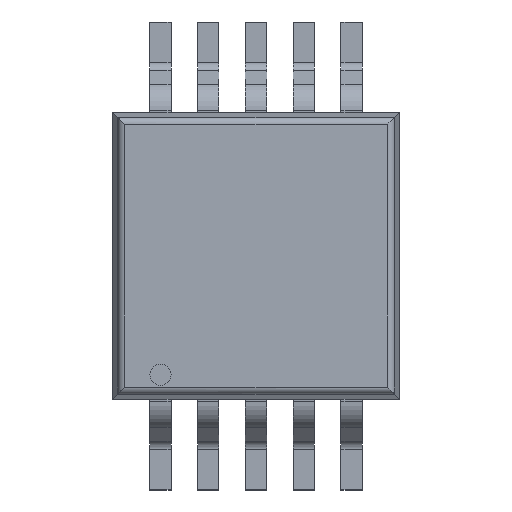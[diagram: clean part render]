
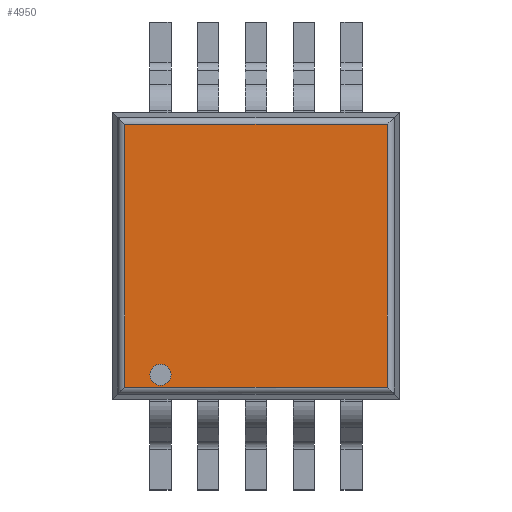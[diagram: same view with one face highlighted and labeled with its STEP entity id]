
A CAD part, top view. The second image highlights one B-rep face of the part: STEP entity #4950.
In plain terms, the highlighted planar face has unit normal (0, 0, 1).
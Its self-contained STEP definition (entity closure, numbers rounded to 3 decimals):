
#4891 = CARTESIAN_POINT ( 'NONE',  ( -1., -1.355, 1.1 ) ) ;
#4892 = VERTEX_POINT ( 'NONE', #4891 ) ;
#4893 = CARTESIAN_POINT ( 'NONE',  ( -1., -1.135, 1.1 ) ) ;
#4894 = VERTEX_POINT ( 'NONE', #4893 ) ;
#4895 = CARTESIAN_POINT ( 'NONE',  ( -1., -1.245, 1.1 ) ) ;
#4896 = DIRECTION ( 'NONE',  ( 0., 0., 1. ) ) ;
#4897 = DIRECTION ( 'NONE',  ( 0., -1., 0. ) ) ;
#4898 = AXIS2_PLACEMENT_3D ( 'NONE', #4895, #4896, #4897 ) ;
#4899 = CIRCLE ( 'NONE', #4898, 0.11) ;
#4900 = EDGE_CURVE ( 'NONE', #4892, #4894, #4899, .T. ) ;
#4901 = ORIENTED_EDGE ( 'NONE', *, *, #4900, .F. ) ;
#4902 = CARTESIAN_POINT ( 'NONE',  ( -1., -1.245, 1.1 ) ) ;
#4903 = DIRECTION ( 'NONE',  ( 0., 0., 1. ) ) ;
#4904 = DIRECTION ( 'NONE',  ( 0., -1., 0. ) ) ;
#4905 = AXIS2_PLACEMENT_3D ( 'NONE', #4902, #4903, #4904 ) ;
#4906 = CIRCLE ( 'NONE', #4905, 0.11) ;
#4907 = EDGE_CURVE ( 'NONE', #4894, #4892, #4906, .T. ) ;
#4908 = ORIENTED_EDGE ( 'NONE', *, *, #4907, .F. ) ;
#4909 = EDGE_LOOP ( 'NONE', ( #4901, #4908 ) ) ;
#4910 = FACE_BOUND ( 'NONE', #4909, .T. ) ;
#4911 = CARTESIAN_POINT ( 'NONE',  ( 1.376, -1.376, 1.1 ) ) ;
#4912 = VERTEX_POINT ( 'NONE', #4911 ) ;
#4913 = CARTESIAN_POINT ( 'NONE',  ( 1.376, 1.376, 1.1 ) ) ;
#4914 = VERTEX_POINT ( 'NONE', #4913 ) ;
#4915 = CARTESIAN_POINT ( 'NONE',  ( 1.376, 1.436, 1.1 ) ) ;
#4916 = DIRECTION ( 'NONE',  ( 0., 1., 0. ) ) ;
#4917 = VECTOR ( 'NONE', #4916, 1000. ) ;
#4918 = LINE ( 'NONE', #4915, #4917 ) ;
#4919 = EDGE_CURVE ( 'NONE', #4912, #4914, #4918, .T. ) ;
#4920 = ORIENTED_EDGE ( 'NONE', *, *, #4919, .T. ) ;
#4921 = CARTESIAN_POINT ( 'NONE',  ( -1.376, 1.376, 1.1 ) ) ;
#4922 = VERTEX_POINT ( 'NONE', #4921 ) ;
#4923 = CARTESIAN_POINT ( 'NONE',  ( -1.436, 1.376, 1.1 ) ) ;
#4924 = DIRECTION ( 'NONE',  ( -1., 0., 0. ) ) ;
#4925 = VECTOR ( 'NONE', #4924, 1000. ) ;
#4926 = LINE ( 'NONE', #4923, #4925 ) ;
#4927 = EDGE_CURVE ( 'NONE', #4914, #4922, #4926, .T. ) ;
#4928 = ORIENTED_EDGE ( 'NONE', *, *, #4927, .T. ) ;
#4929 = CARTESIAN_POINT ( 'NONE',  ( -1.376, -1.376, 1.1 ) ) ;
#4930 = VERTEX_POINT ( 'NONE', #4929 ) ;
#4931 = CARTESIAN_POINT ( 'NONE',  ( -1.376, -1.436, 1.1 ) ) ;
#4932 = DIRECTION ( 'NONE',  ( 0., -1., 0. ) ) ;
#4933 = VECTOR ( 'NONE', #4932, 1000. ) ;
#4934 = LINE ( 'NONE', #4931, #4933 ) ;
#4935 = EDGE_CURVE ( 'NONE', #4922, #4930, #4934, .T. ) ;
#4936 = ORIENTED_EDGE ( 'NONE', *, *, #4935, .T. ) ;
#4937 = CARTESIAN_POINT ( 'NONE',  ( 1.436, -1.376, 1.1 ) ) ;
#4938 = DIRECTION ( 'NONE',  ( 1., 0., 0. ) ) ;
#4939 = VECTOR ( 'NONE', #4938, 1000. ) ;
#4940 = LINE ( 'NONE', #4937, #4939 ) ;
#4941 = EDGE_CURVE ( 'NONE', #4930, #4912, #4940, .T. ) ;
#4942 = ORIENTED_EDGE ( 'NONE', *, *, #4941, .T. ) ;
#4943 = EDGE_LOOP ( 'NONE', ( #4920, #4928, #4936, #4942 ) ) ;
#4944 = FACE_OUTER_BOUND ( 'NONE', #4943, .T. ) ;
#4945 = CARTESIAN_POINT ( 'NONE',  ( 0.451, -0.921, 1.1 ) ) ;
#4946 = DIRECTION ( 'NONE',  ( 0., 0., -1. ) ) ;
#4947 = DIRECTION ( 'NONE',  ( 0., 1., 0. ) ) ;
#4948 = AXIS2_PLACEMENT_3D ( 'NONE', #4945, #4946, #4947 ) ;
#4949 = PLANE ( 'NONE', #4948 ) ;
#4950 = ADVANCED_FACE ( 'NONE', ( #4910, #4944 ), #4949, .F. ) ;
